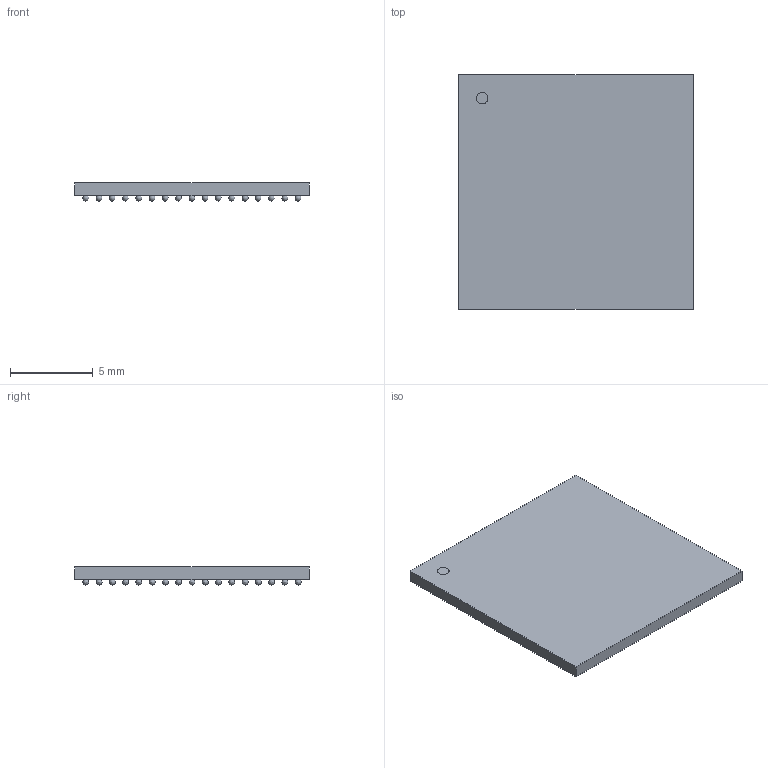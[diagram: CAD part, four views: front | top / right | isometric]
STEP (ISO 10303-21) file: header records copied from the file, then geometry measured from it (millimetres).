
FILE_DESCRIPTION(('STEP AP214'),'1');
FILE_NAME('TFBGA 14X14X1_2 P 0_8 24025L','2026-01-09T11:12:50',(''),(''),'','','');
FILE_SCHEMA(('AUTOMOTIVE_DESIGN'));
Length unit declared in the file: millimetre
Products named in the file (1): product
Bounding box: 14.15 x 14.15 x 1.09 mm (x, y, z)
Volume: 153.8 mm3; surface area: 548.1 mm2
Topology: 267 solids, 267 shells, 274 faces, 810 edges, 540 vertices
Faces by surface type: sphere 265, plane 8, cylinder 1
Full cylindrical faces by diameter (mm): 0.707 x1
Entity records: 2758 total; most frequent: DIRECTION 568, CARTESIAN_POINT 288, AXIS2_PLACEMENT_3D 278, STYLED_ITEM 274, ADVANCED_FACE 274, MANIFOLD_SOLID_BREP 267, CLOSED_SHELL 267, SPHERICAL_SURFACE 265
